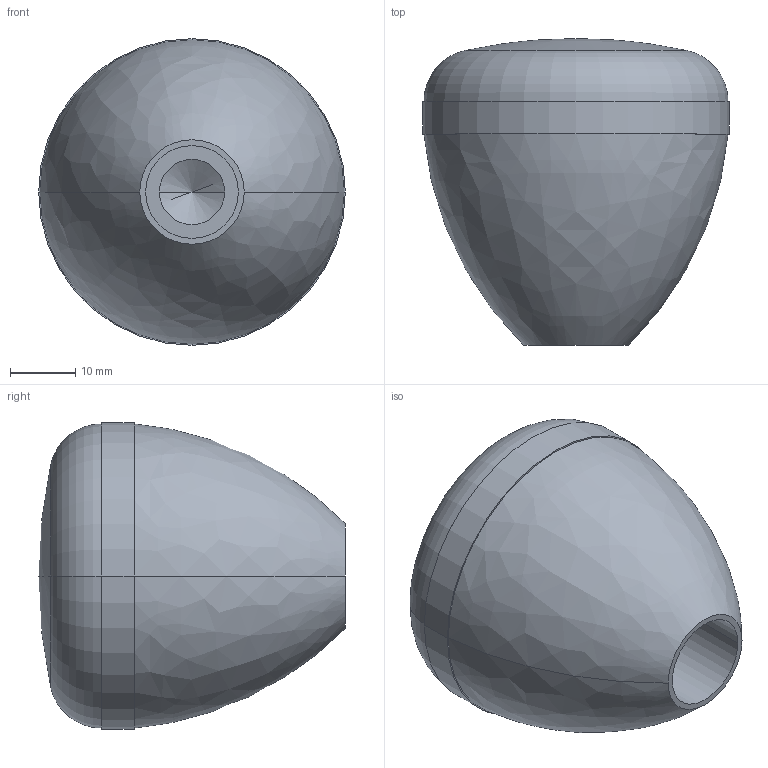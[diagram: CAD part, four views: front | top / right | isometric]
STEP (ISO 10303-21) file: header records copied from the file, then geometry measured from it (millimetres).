
FILE_DESCRIPTION((''),'2;1');
FILE_NAME('POIG','2021-04-19T09:47:55',('ges'),(''),'CREO PARAMETRIC BY PTC INC, 2020053','CREO PARAMETRIC BY PTC INC, 2020053','');
FILE_SCHEMA(('CONFIG_CONTROL_DESIGN'));
Length unit declared in the file: millimetre
Products named in the file (1): POIG
Bounding box: 47 x 47 x 47 mm (x, y, z)
Volume: 51654.5 mm3; surface area: 8927.6 mm2
Topology: 1 solids, 1 shells, 18 faces, 38 edges, 22 vertices
Faces by surface type: cylinder 6, plane 4, bspline 2, torus 2, sphere 2, cone 2
Entity records: 552 total; most frequent: CARTESIAN_POINT 128, DIRECTION 92, ORIENTED_EDGE 68, AXIS2_PLACEMENT_3D 42, EDGE_CURVE 34, CIRCLE 26, VERTEX_POINT 22, EDGE_LOOP 22
